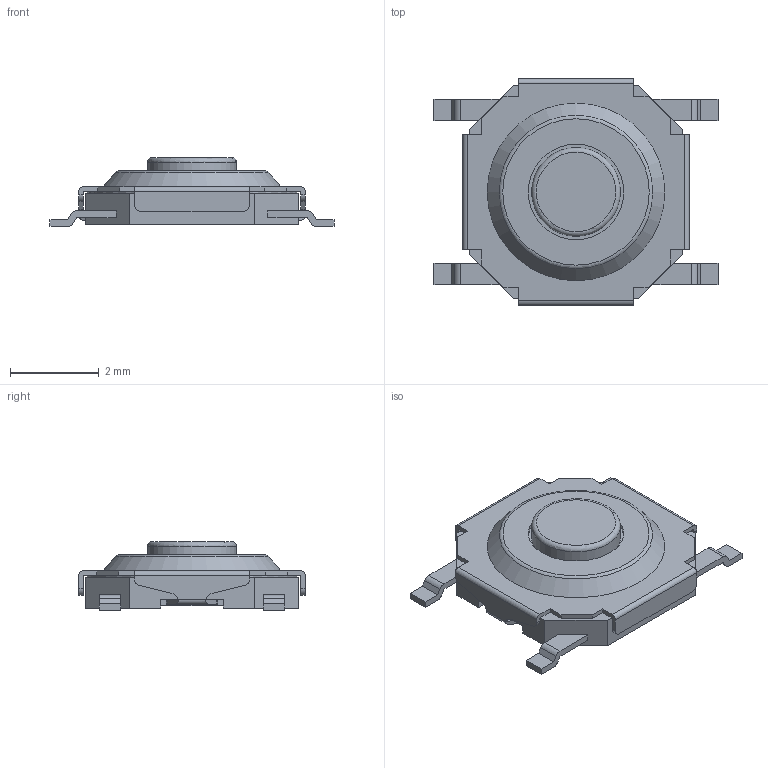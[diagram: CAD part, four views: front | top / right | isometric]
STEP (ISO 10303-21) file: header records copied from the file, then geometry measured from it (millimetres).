
FILE_DESCRIPTION( ( 'STEP AP214' ), '1' );
FILE_NAME( 'psolqas_11992_8.stp', '2022-02-10T10:28:56', ( 'License CC BY-ND 4.0' ), ( 'CADENAS' ), ' ', 'PARTsolutions', ' ' );
FILE_SCHEMA( ( 'AUTOMOTIVE_DESIGN { 1 0 10303 214 1 1 1 1 }' ) );
Length unit declared in the file: metre
Products named in the file (1): 1
Bounding box: 6.4 x 5.1 x 1.55 mm (x, y, z)
Volume: 16.7 mm3; surface area: 156.5 mm2
Topology: 1 solids, 1 shells, 185 faces, 498 edges, 327 vertices
Faces by surface type: plane 136, cylinder 43, cone 3, torus 3
Full cylindrical faces by diameter (mm): 0.35 x1, 1 x1, 2 x1, 2.15 x1, 2.2 x1, 3 x1, 4.75 x1
Entity records: 5765 total; most frequent: CARTESIAN_POINT 1090, ORIENTED_EDGE 964, DIRECTION 942, EDGE_CURVE 482, LINE 378, VECTOR 378, VERTEX_POINT 324, AXIS2_PLACEMENT_3D 282
